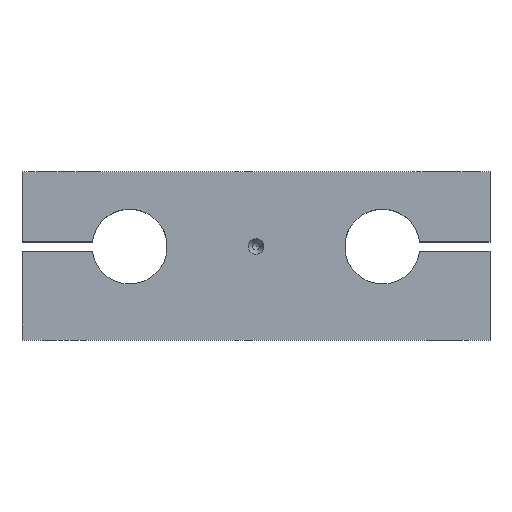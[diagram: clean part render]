
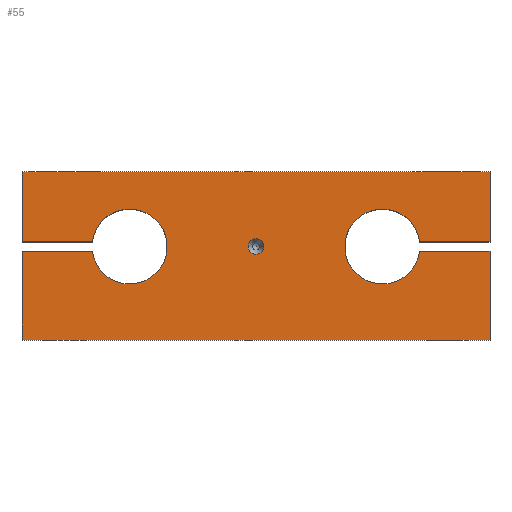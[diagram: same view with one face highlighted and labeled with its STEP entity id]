
A CAD part, top view. The second image highlights one B-rep face of the part: STEP entity #55.
In plain terms, the highlighted planar face has unit normal (0, 0, 1).
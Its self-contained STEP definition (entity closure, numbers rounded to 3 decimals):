
#55 = ADVANCED_FACE( '', ( #128, #129 ), #130, .T. );
#128 = FACE_OUTER_BOUND( '', #230, .T. );
#129 = FACE_BOUND( '', #231, .T. );
#130 = PLANE( '', #232 );
#230 = EDGE_LOOP( '', ( #335, #336, #337, #338, #339, #340, #341, #342, #343, #344, #345, #346 ) );
#231 = EDGE_LOOP( '', ( #347 ) );
#232 = AXIS2_PLACEMENT_3D( '', #348, #349, #350 );
#335 = ORIENTED_EDGE( '', *, *, #528, .T. );
#336 = ORIENTED_EDGE( '', *, *, #529, .T. );
#337 = ORIENTED_EDGE( '', *, *, #530, .T. );
#338 = ORIENTED_EDGE( '', *, *, #519, .T. );
#339 = ORIENTED_EDGE( '', *, *, #531, .F. );
#340 = ORIENTED_EDGE( '', *, *, #532, .T. );
#341 = ORIENTED_EDGE( '', *, *, #533, .T. );
#342 = ORIENTED_EDGE( '', *, *, #534, .T. );
#343 = ORIENTED_EDGE( '', *, *, #535, .T. );
#344 = ORIENTED_EDGE( '', *, *, #536, .T. );
#345 = ORIENTED_EDGE( '', *, *, #537, .F. );
#346 = ORIENTED_EDGE( '', *, *, #538, .T. );
#347 = ORIENTED_EDGE( '', *, *, #539, .F. );
#348 = CARTESIAN_POINT( '', ( 27., 20., 18. ) );
#349 = DIRECTION( '', ( 0., 0., 1. ) );
#350 = DIRECTION( '', ( 1., 0., 0. ) );
#519 = EDGE_CURVE( '', #599, #597, #600, .T. );
#528 = EDGE_CURVE( '', #613, #614, #615, .T. );
#529 = EDGE_CURVE( '', #614, #616, #617, .T. );
#530 = EDGE_CURVE( '', #616, #599, #618, .T. );
#531 = EDGE_CURVE( '', #619, #597, #620, .T. );
#532 = EDGE_CURVE( '', #619, #621, #622, .T. );
#533 = EDGE_CURVE( '', #621, #623, #624, .T. );
#534 = EDGE_CURVE( '', #623, #625, #626, .T. );
#535 = EDGE_CURVE( '', #625, #627, #628, .T. );
#536 = EDGE_CURVE( '', #627, #629, #630, .T. );
#537 = EDGE_CURVE( '', #631, #629, #632, .T. );
#538 = EDGE_CURVE( '', #631, #613, #633, .T. );
#539 = EDGE_CURVE( '', #634, #634, #635, .T. );
#597 = VERTEX_POINT( '', #713 );
#599 = VERTEX_POINT( '', #716 );
#600 = LINE( '', #717, #718 );
#613 = VERTEX_POINT( '', #732 );
#614 = VERTEX_POINT( '', #733 );
#615 = LINE( '', #734, #735 );
#616 = VERTEX_POINT( '', #736 );
#617 = LINE( '', #737, #738 );
#618 = LINE( '', #739, #740 );
#619 = VERTEX_POINT( '', #741 );
#620 = CIRCLE( '', #742, 8. );
#621 = VERTEX_POINT( '', #743 );
#622 = LINE( '', #744, #745 );
#623 = VERTEX_POINT( '', #746 );
#624 = LINE( '', #747, #748 );
#625 = VERTEX_POINT( '', #749 );
#626 = LINE( '', #750, #751 );
#627 = VERTEX_POINT( '', #752 );
#628 = LINE( '', #753, #754 );
#629 = VERTEX_POINT( '', #755 );
#630 = LINE( '', #756, #757 );
#631 = VERTEX_POINT( '', #758 );
#632 = CIRCLE( '', #759, 8. );
#633 = LINE( '', #760, #761 );
#634 = VERTEX_POINT( '', #762 );
#635 = CIRCLE( '', #763, 1.675 );
#713 = CARTESIAN_POINT( '', ( 34.937, 19., 18. ) );
#716 = CARTESIAN_POINT( '', ( 50., 19., 18. ) );
#717 = CARTESIAN_POINT( '', ( 50., 19., 18. ) );
#718 = VECTOR( '', #857, 1000. );
#732 = CARTESIAN_POINT( '', ( -50., 19., 18. ) );
#733 = CARTESIAN_POINT( '', ( -50., 0., 18. ) );
#734 = CARTESIAN_POINT( '', ( -50., 19., 18. ) );
#735 = VECTOR( '', #871, 1000. );
#736 = CARTESIAN_POINT( '', ( 50., 0., 18. ) );
#737 = CARTESIAN_POINT( '', ( -50., 0., 18. ) );
#738 = VECTOR( '', #872, 1000. );
#739 = CARTESIAN_POINT( '', ( 50., 0., 18. ) );
#740 = VECTOR( '', #873, 1000. );
#741 = CARTESIAN_POINT( '', ( 34.937, 21., 18. ) );
#742 = AXIS2_PLACEMENT_3D( '', #874, #875, #876 );
#743 = CARTESIAN_POINT( '', ( 50., 21., 18. ) );
#744 = CARTESIAN_POINT( '', ( 34.937, 21., 18. ) );
#745 = VECTOR( '', #877, 1000. );
#746 = CARTESIAN_POINT( '', ( 50., 36., 18. ) );
#747 = CARTESIAN_POINT( '', ( 50., 21., 18. ) );
#748 = VECTOR( '', #878, 1000. );
#749 = CARTESIAN_POINT( '', ( -50., 36., 18. ) );
#750 = CARTESIAN_POINT( '', ( 50., 36., 18. ) );
#751 = VECTOR( '', #879, 1000. );
#752 = CARTESIAN_POINT( '', ( -50., 21., 18. ) );
#753 = CARTESIAN_POINT( '', ( -50., 36., 18. ) );
#754 = VECTOR( '', #880, 1000. );
#755 = CARTESIAN_POINT( '', ( -34.937, 21., 18. ) );
#756 = CARTESIAN_POINT( '', ( -50., 21., 18. ) );
#757 = VECTOR( '', #881, 1000. );
#758 = CARTESIAN_POINT( '', ( -34.937, 19., 18. ) );
#759 = AXIS2_PLACEMENT_3D( '', #882, #883, #884 );
#760 = CARTESIAN_POINT( '', ( -34.937, 19., 18. ) );
#761 = VECTOR( '', #885, 1000. );
#762 = CARTESIAN_POINT( '', ( 1.675, 20., 18. ) );
#763 = AXIS2_PLACEMENT_3D( '', #886, #887, #888 );
#857 = DIRECTION( '', ( -1., 0., 0. ) );
#871 = DIRECTION( '', ( 0., -1., 0. ) );
#872 = DIRECTION( '', ( 1., 0., 0. ) );
#873 = DIRECTION( '', ( 0., 1., 0. ) );
#874 = CARTESIAN_POINT( '', ( 27., 20., 18. ) );
#875 = DIRECTION( '', ( 0., 0., 1. ) );
#876 = DIRECTION( '', ( 1., 0., 0. ) );
#877 = DIRECTION( '', ( 1., 0., 0. ) );
#878 = DIRECTION( '', ( 0., 1., 0. ) );
#879 = DIRECTION( '', ( -1., 0., 0. ) );
#880 = DIRECTION( '', ( 0., -1., 0. ) );
#881 = DIRECTION( '', ( 1., 0., 0. ) );
#882 = CARTESIAN_POINT( '', ( -27., 20., 18. ) );
#883 = DIRECTION( '', ( 0., 0., 1. ) );
#884 = DIRECTION( '', ( 1., 0., 0. ) );
#885 = DIRECTION( '', ( -1., 0., 0. ) );
#886 = CARTESIAN_POINT( '', ( 0., 20., 18. ) );
#887 = DIRECTION( '', ( 0., 0., 1. ) );
#888 = DIRECTION( '', ( 1., 0., 0. ) );
